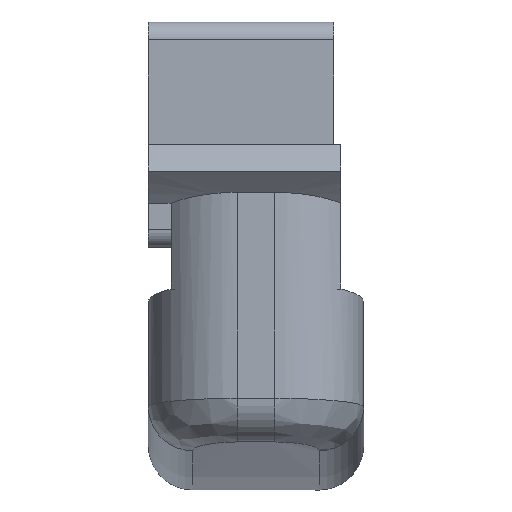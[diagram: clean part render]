
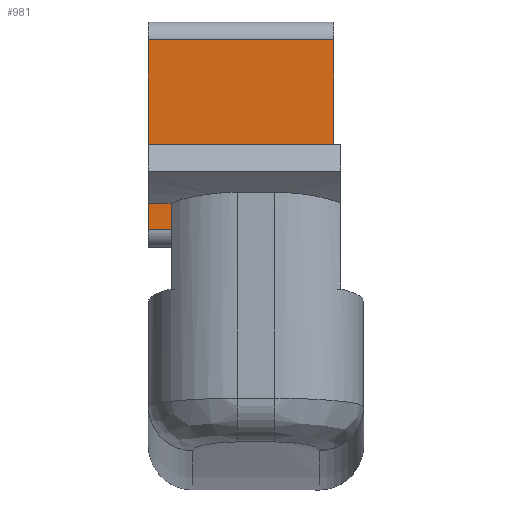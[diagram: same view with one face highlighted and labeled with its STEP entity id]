
A CAD part, left-side view. The second image highlights one B-rep face of the part: STEP entity #981.
In plain terms, the highlighted planar face has unit normal (-1, 0, 0).
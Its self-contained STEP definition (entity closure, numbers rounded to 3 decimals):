
#129=FACE_OUTER_BOUND('',#186,.T.);
#186=EDGE_LOOP('',(#891,#892,#893,#894));
#209=LINE('',#1453,#287);
#214=LINE('',#1470,#292);
#219=LINE('',#1483,#297);
#222=LINE('',#1495,#300);
#287=VECTOR('',#1163,10.);
#292=VECTOR('',#1180,10.);
#297=VECTOR('',#1193,10.);
#300=VECTOR('',#1206,10.);
#407=VERTEX_POINT('',#1436);
#414=VERTEX_POINT('',#1451);
#420=VERTEX_POINT('',#1469);
#424=VERTEX_POINT('',#1482);
#511=EDGE_CURVE('',#407,#414,#209,.T.);
#519=EDGE_CURVE('',#407,#420,#214,.T.);
#526=EDGE_CURVE('',#424,#420,#219,.T.);
#533=EDGE_CURVE('',#424,#414,#222,.T.);
#891=ORIENTED_EDGE('',*,*,#511,.T.);
#892=ORIENTED_EDGE('',*,*,#533,.F.);
#893=ORIENTED_EDGE('',*,*,#526,.T.);
#894=ORIENTED_EDGE('',*,*,#519,.F.);
#931=PLANE('',#1100);
#981=ADVANCED_FACE('',(#129),#931,.T.);
#1100=AXIS2_PLACEMENT_3D('',#1897,#1364,#1365);
#1163=DIRECTION('',(0.,0.,1.));
#1180=DIRECTION('',(0.,1.,0.));
#1193=DIRECTION('',(0.,0.,-1.));
#1206=DIRECTION('',(0.,-1.,0.));
#1364=DIRECTION('center_axis',(-1.,0.,0.));
#1365=DIRECTION('ref_axis',(0.,0.,
-1.));
#1436=CARTESIAN_POINT('',(-18.973,-0.6,-53.054));
#1451=CARTESIAN_POINT('',(-18.973,-0.6,-46.654));
#1453=CARTESIAN_POINT('',(-18.973,-0.6,-49.504));
#1469=CARTESIAN_POINT('',(-18.973,5.65,-53.054));
#1470=CARTESIAN_POINT('',(-18.973,5.65,-53.054));
#1482=CARTESIAN_POINT('',(-18.973,5.65,-46.654));
#1483=CARTESIAN_POINT('',(-18.973,5.65,-46.054));
#1495=CARTESIAN_POINT('',(-18.973,5.65,-46.654));
#1897=CARTESIAN_POINT('Origin',(-18.973,5.65,-46.054));
